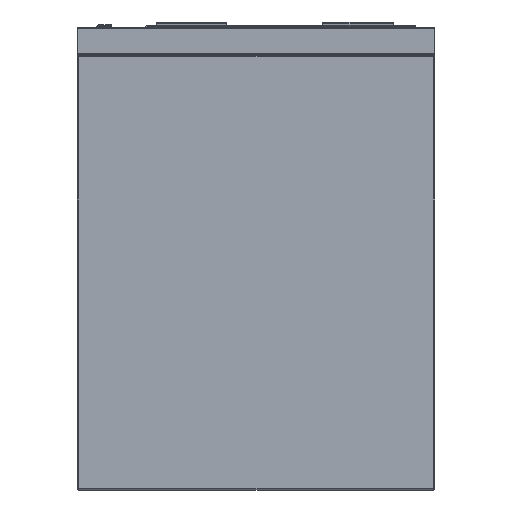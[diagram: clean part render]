
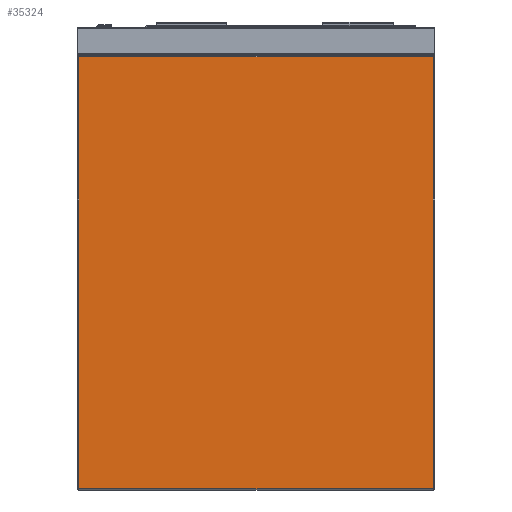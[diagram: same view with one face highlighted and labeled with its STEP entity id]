
A CAD part, left-side view. The second image highlights one B-rep face of the part: STEP entity #35324.
In plain terms, the highlighted planar face has unit normal (-1, 0, 0).
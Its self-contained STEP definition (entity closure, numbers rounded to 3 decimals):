
#188 = FACE_OUTER_BOUND ( 'NONE', #3314, .T. ) ;
#431 = CARTESIAN_POINT ( 'NONE',  ( -500., -253., -42. ) ) ;
#3300 = ORIENTED_EDGE ( 'NONE', *, *, #28091, .T. ) ;
#3314 = EDGE_LOOP ( 'NONE', ( #29372, #29828, #26187, #3300 ) ) ;
#4733 = CARTESIAN_POINT ( 'NONE',  ( -500., -255., -658. ) ) ;
#5432 = LINE ( 'NONE', #14483, #7980 ) ;
#5654 = LINE ( 'NONE', #16705, #7319 ) ;
#7319 = VECTOR ( 'NONE', #27735, 1000. ) ;
#7811 = EDGE_CURVE ( 'NONE', #9575, #27768, #26986, .T. ) ;
#7980 = VECTOR ( 'NONE', #17036, 1000. ) ;
#8517 = DIRECTION ( 'NONE',  ( 0., -1., 0. ) ) ;
#9575 = VERTEX_POINT ( 'NONE', #25410 ) ;
#10747 = CARTESIAN_POINT ( 'NONE',  ( -500., 253., -658. ) ) ;
#11248 = PLANE ( 'NONE',  #35204 ) ;
#13253 = CARTESIAN_POINT ( 'NONE',  ( -500., -253., -660. ) ) ;
#13423 = DIRECTION ( 'NONE',  ( -1., 0., 0. ) ) ;
#13726 = VECTOR ( 'NONE', #32618, 1000. ) ;
#14483 = CARTESIAN_POINT ( 'NONE',  ( -500., 253., -660. ) ) ;
#16705 = CARTESIAN_POINT ( 'NONE',  ( -500., 255., -42. ) ) ;
#17036 = DIRECTION ( 'NONE',  ( 0., 0., -1. ) ) ;
#19118 = CARTESIAN_POINT ( 'NONE',  ( -500., 253., -42. ) ) ;
#24802 = DIRECTION ( 'NONE',  ( 0., 0., 1. ) ) ;
#25410 = CARTESIAN_POINT ( 'NONE',  ( -500., -253., -658. ) ) ;
#25442 = VECTOR ( 'NONE', #24802, 1000. ) ;
#26187 = ORIENTED_EDGE ( 'NONE', *, *, #34157, .T. ) ;
#26830 = LINE ( 'NONE', #4733, #13726 ) ;
#26986 = LINE ( 'NONE', #13253, #25442 ) ;
#27735 = DIRECTION ( 'NONE',  ( 0., 1., 0. ) ) ;
#27768 = VERTEX_POINT ( 'NONE', #431 ) ;
#28091 = EDGE_CURVE ( 'NONE', #34954, #9575, #26830, .T. ) ;
#29372 = ORIENTED_EDGE ( 'NONE', *, *, #7811, .T. ) ;
#29828 = ORIENTED_EDGE ( 'NONE', *, *, #31004, .T. ) ;
#29869 = CARTESIAN_POINT ( 'NONE',  ( -500., -255., -660. ) ) ;
#31004 = EDGE_CURVE ( 'NONE', #27768, #34510, #5654, .T. ) ;
#32618 = DIRECTION ( 'NONE',  ( 0., -1., 0. ) ) ;
#34157 = EDGE_CURVE ( 'NONE', #34510, #34954, #5432, .T. ) ;
#34510 = VERTEX_POINT ( 'NONE', #19118 ) ;
#34954 = VERTEX_POINT ( 'NONE', #10747 ) ;
#35204 = AXIS2_PLACEMENT_3D ( 'NONE', #29869, #13423, #8517 ) ;
#35324 = ADVANCED_FACE ( 'Fl�che7', ( #188 ), #11248, .T. ) ;
